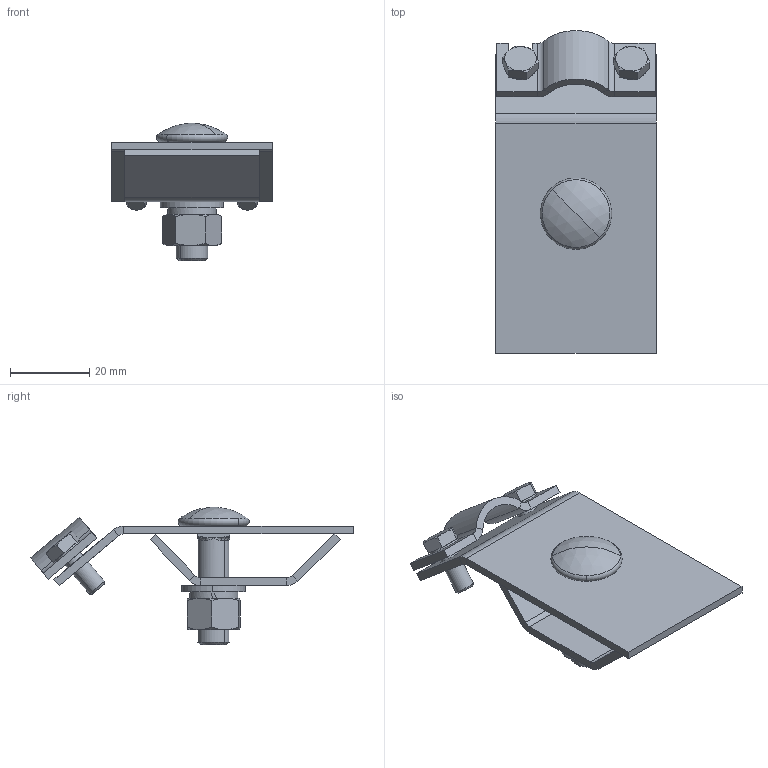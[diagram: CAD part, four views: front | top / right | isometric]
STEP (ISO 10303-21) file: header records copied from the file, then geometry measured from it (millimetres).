
FILE_DESCRIPTION (( 'STEP AP203' ), '1' );
FILE_NAME ('1001 Äåðæàòåëü âîäîñòî÷íîãî æåëîáà.STEP', '2024-04-23T10:57:16', ( '' ), ( '' ), 'SwSTEP 2.0', 'SolidWorks 2022', '' );
FILE_SCHEMA (( 'CONFIG_CONTROL_DESIGN' ));
Length unit declared in the file: millimetre
Products named in the file (9): 1001.002 Зажим; hex nut gradec_iso_ISO - 4034 - M8 - N; ГОСТ 6402-70_Шайба 8Л ГОСТ 6402-70; 1001.001 Пластина; 0711.001 Прижим; hex screw gradeab_iso_ISO 4017 - M5 x 12-N; square neck bolt 02_iso_ISO 8678-M8x30-24.5-N; 1001 Держатель водосточного желоба; ГОСТ 11371-78_Шайба A.8 ГОСТ 11371-78
Assembly tree (9 placements, depth 2):
  1001 Держатель водосточного желоба
    1001.001 Пластина
    1001.002 Зажим
    0711.001 Прижим
    square neck bolt 02_iso_ISO 8678-M8x30-24.5-N
    hex nut gradec_iso_ISO - 4034 - M8 - N
    hex screw gradeab_iso_ISO 4017 - M5 x 12-N  x2
    ГОСТ 6402-70_Шайба 8Л ГОСТ 6402-70
    ГОСТ 11371-78_Шайба A.8 ГОСТ 11371-78
Bounding box: 40.5 x 81.43 x 34.8 mm (x, y, z)
Volume: 15501.5 mm3; surface area: 15918.9 mm2
Topology: 9 solids, 9 shells, 211 faces, 466 edges, 266 vertices
Faces by surface type: plane 103, cylinder 47, cone 39, torus 11, bspline 9, sphere 2
Entity records: 6360 total; most frequent: CARTESIAN_POINT 1472, DIRECTION 834, ORIENTED_EDGE 796, EDGE_CURVE 398, AXIS2_PLACEMENT_3D 323, VERTEX_POINT 232, EDGE_LOOP 196, VECTOR 188
